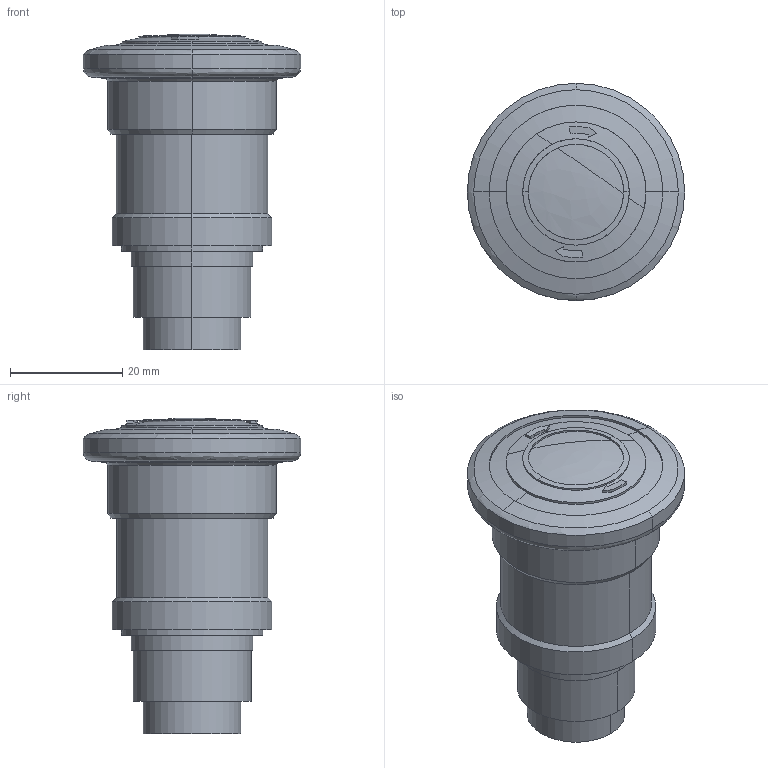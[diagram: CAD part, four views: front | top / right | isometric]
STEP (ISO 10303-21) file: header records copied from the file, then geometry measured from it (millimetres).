
FILE_DESCRIPTION (( 'STEP AP203' ), '1' );
FILE_NAME ('20-019511.step', '2022-04-19T12:36:38', ( '' ), ( '' ), 'SwSTEP 2.0', 'SolidWorks 2021', '' );
FILE_SCHEMA (( 'CONFIG_CONTROL_DESIGN' ));
Length unit declared in the file: millimetre
Products named in the file (1): 20-019511
Bounding box: 38.8 x 38.8 x 56.39 mm (x, y, z)
Volume: 32079.1 mm3; surface area: 7992.7 mm2
Topology: 4 solids, 4 shells, 71 faces, 168 edges, 107 vertices
Faces by surface type: cylinder 30, plane 19, cone 14, bspline 8
Entity records: 2229 total; most frequent: CARTESIAN_POINT 465, DIRECTION 392, ORIENTED_EDGE 332, EDGE_CURVE 166, AXIS2_PLACEMENT_3D 162, VERTEX_POINT 107, CIRCLE 98, EDGE_LOOP 75
